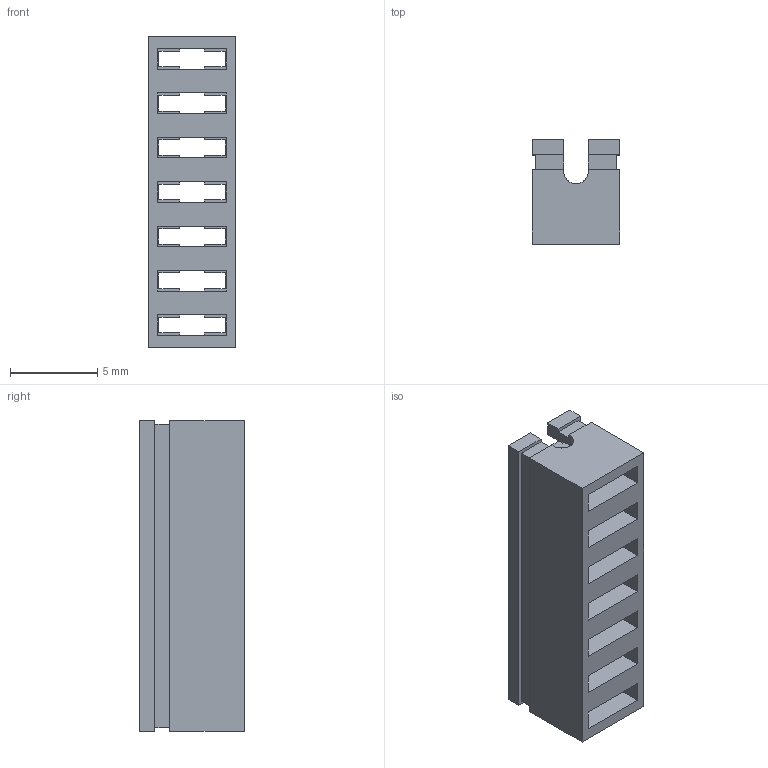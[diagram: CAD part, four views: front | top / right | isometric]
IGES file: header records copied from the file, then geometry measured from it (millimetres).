
Start section: SolidWorks IGES file using analytic representation for surfaces
Global section: file name: SX4070_rA2.IGS; native system: SolidWorks 2007; preprocessor: SolidWorks 2007; author: Patrick; date: 101123.105513; units: millimetre
Bounding box: 5 x 6 x 17.78 mm (x, y, z)
Surface area: 833.4 mm2 (no closed solid volume)
Topology: 0 solids, 0 shells, 131 faces, 928 edges, 928 vertices
Faces by surface type: bspline 123, revolution 8
